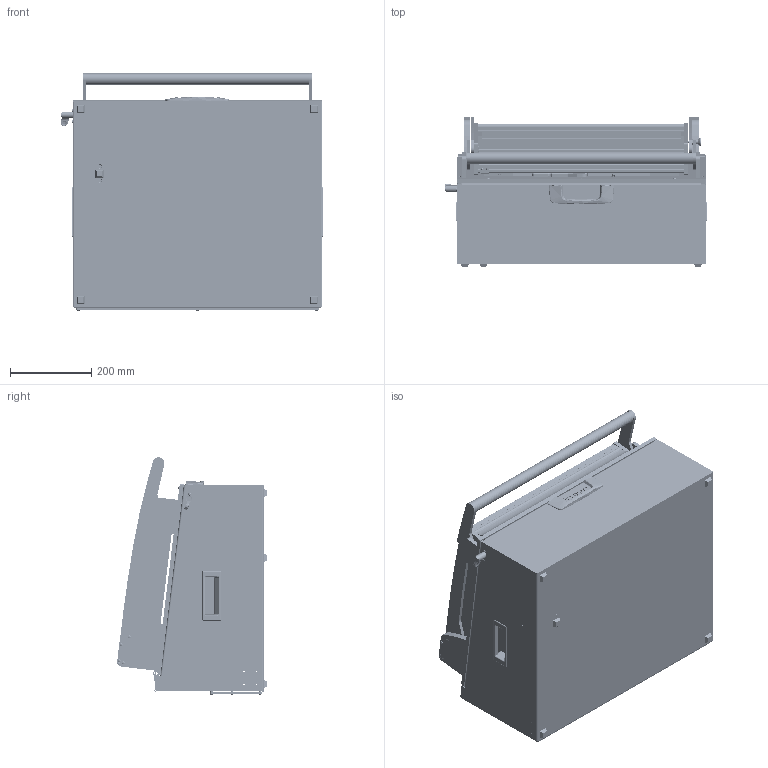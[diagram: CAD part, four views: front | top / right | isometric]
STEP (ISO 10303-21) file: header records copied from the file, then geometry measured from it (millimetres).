
FILE_DESCRIPTION (( 'STEP AP214' ), '1' );
FILE_NAME ('INGUN_32700.STEP', '2021-02-26T10:46:43', ( '' ), ( '' ), 'SwSTEP 2.0', 'SolidWorks 2018', '' );
FILE_SCHEMA (( 'AUTOMOTIVE_DESIGN' ));
Length unit declared in the file: millimetre
Products named in the file (106): ISO7380~n_M05,0x030; 31446~15_KUNDE<S>; DIN125~n_04,3 M04,0; 3521~0_Spring Pin ISO 8752 - 3 x 16 - St; 30112~0; ISO7380~n_M03,0x005; DIN7991~n_M05,0x016; 53031~0_S; 109953~0_KUNDE<S>; 30984~0_S; 57801~2_S; ISO7380~n_M05,0x020; 30955~0_S; 30758~0_S; 109952~0_KUNDE<S>; 110705~1_S; 53734~1_KUNDE<S>; DIN6325~n_04,0m6x012; DIN912~n_M04,0x012; ISO7380~n_M04,0x012; DIN6325~n_03,0m6x010; DIN7991~n_M05,0x020; 32171~0_S; DIN7991~n_M03,0x016 VA; 38827~0_S; DIN985-A2~n_M05,0; DIN6325~n_04,0m6x014; 20901~0_ohne Schiebeteil<Standard>; DIN6325~n_04,0m6x016; 35649~1_S; ASR~-a-s-r_拱04,2x07x拌8; DIN7991~n_M05,0x012; DIN125~n_06,4 M06,0 Fase; DIN6325~n_02,0m6x020; 35334~0_S; DIN7991~n_M05,0x025; DIN914~n_M04,0x05; 2528~0; 48565~1_S; 47523~0_S ...
Assembly tree (232 placements, depth 5):
  INGUN_32700
    32730~5_S
      32727~9
      30758~0_S  x2
        30758_01~0_S
        30758_02~0_S
      20902~0
      DIN985-A2~n_M05,0  x3
      DIN7991~n_M05,0x012  x2
      32462~0_S
      DIN7991~n_M05,0x016
      8804~0
      DIN125~n_05,3 M05,0 Fase  x2
      20901~0_Abstand 296<Standard>
        20901~0_ohne Schiebeteil<Standard>
        20901_01~0
      31555~4_S
      2720~0  x5
      53032~0_S
      32171~0_S
      ISO7380~n_M04,0x012  x4
      29805~4_geschlossen<S>
        110322~4_S
        110705~1_S
        30984~0_S
        110231~1_S
        110443~0_S
        30112~0
        ISO7380~n_M05,0x030
        ISO7380~n_M04,0x008  x2
        DIN914~n_M04,0x05
      35334~0_S
    37790~9_KUNDE<S>
      109771~0_S
        38001~12
        37968~2_S
        37971~8_S
        37972~6_S
        2281~0_180ø<Standard>  x3
          2281~0
        37188~1_S  x3
        53031~0_S
        35649~1_S
        35651~1_S
        31253~0_S
        30955~0_S
        30915~0
        ASR~-a-s-r_拱04,2x07x拌8  x2
        2528~0  x2
        31109~0
        37973~3_S
        38827~0_S
        31666~1_S
        48727~1_S
          48726~2_S
          DIN6325~n_04,0m6x012
          48565~1_S
          DIN912~n_M04,0x020  x2
          DIN125~n_06,4 M06,0 Fase
          DIN125~n_04,3 M04,0  x2
Bounding box: 647.5 x 369.75 x 586.32 mm (x, y, z)
Volume: 6736411.7 mm3; surface area: 3952353.8 mm2
Topology: 226 solids, 226 shells, 5658 faces, 14069 edges, 8934 vertices
Faces by surface type: cylinder 2309, plane 2151, cone 775, bspline 234, sphere 100, torus 89
Entity records: 119879 total; most frequent: CARTESIAN_POINT 28436, DIRECTION 18107, ORIENTED_EDGE 16650, EDGE_CURVE 8325, AXIS2_PLACEMENT_3D 6832, VERTEX_POINT 5349, LINE 4443, VECTOR 4443
